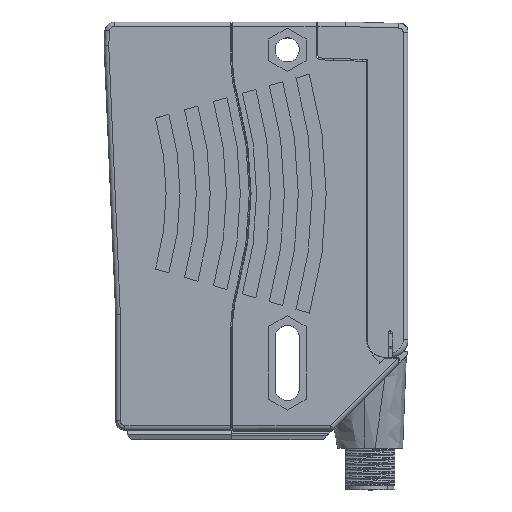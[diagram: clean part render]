
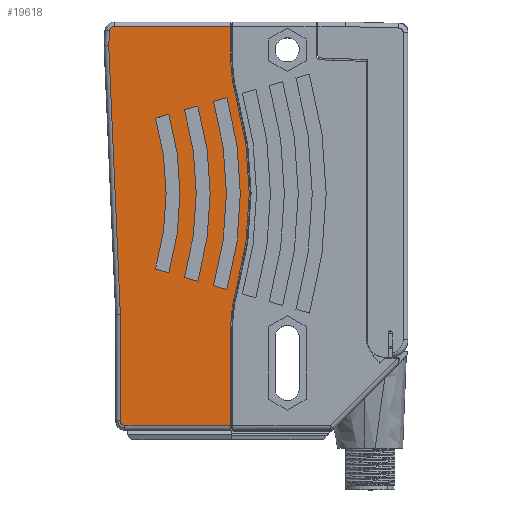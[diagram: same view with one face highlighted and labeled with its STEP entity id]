
A CAD part, top view. The second image highlights one B-rep face of the part: STEP entity #19618.
In plain terms, the highlighted planar face has unit normal (0, 0, 1).
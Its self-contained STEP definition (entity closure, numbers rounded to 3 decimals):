
#6121=DIRECTION('',(0.,-1.,0.));
#6122=VECTOR('',#6121,7.);
#6123=CARTESIAN_POINT('',(-5.2,21.,12.9));
#6124=LINE('',#6123,#6122);
#6125=CARTESIAN_POINT('',(25.,14.,12.9));
#6126=DIRECTION('',(0.,0.,1.));
#6127=DIRECTION('',(-1.,0.,0.));
#6128=AXIS2_PLACEMENT_3D('',#6125,#6126,#6127);
#6130=CARTESIAN_POINT('',(-78.125,-15.,12.9));
#6131=DIRECTION('',(0.,0.,-1.));
#6132=DIRECTION('',(0.963,0.271,0.));
#6133=AXIS2_PLACEMENT_3D('',#6130,#6131,#6132);
#6135=CARTESIAN_POINT('',(25.,-44.,12.9));
#6136=DIRECTION('',(0.,0.,1.));
#6137=DIRECTION('',(-0.963,0.271,0.));
#6138=AXIS2_PLACEMENT_3D('',#6135,#6136,#6137);
#6140=DIRECTION('',(0.,1.,0.));
#6141=VECTOR('',#6140,21.);
#6142=CARTESIAN_POINT('',(-5.2,-65.,12.9));
#6143=LINE('',#6142,#6141);
#6144=DIRECTION('',(0.961,-0.276,0.));
#6145=VECTOR('',#6144,3.);
#6146=CARTESIAN_POINT('',(-21.411,-31.263,12.9));
#6147=LINE('',#6146,#6145);
#6148=CARTESIAN_POINT('',(-78.125,-15.,12.9));
#6149=DIRECTION('',(0.,0.,1.));
#6150=DIRECTION('',(0.961,-0.276,0.));
#6151=AXIS2_PLACEMENT_3D('',#6148,#6149,#6150);
#6153=DIRECTION('',(-0.961,-0.276,0.));
#6154=VECTOR('',#6153,3.);
#6155=CARTESIAN_POINT('',(-18.527,2.09,12.9));
#6156=LINE('',#6155,#6154);
#6157=CARTESIAN_POINT('',(-78.125,-15.,12.9));
#6158=DIRECTION('',(0.,0.,1.));
#6159=DIRECTION('',(0.961,-0.276,0.));
#6160=AXIS2_PLACEMENT_3D('',#6157,#6158,#6159);
#6162=DIRECTION('',(0.961,-0.276,0.));
#6163=VECTOR('',#6162,3.);
#6164=CARTESIAN_POINT('',(-15.162,-33.054,12.9));
#6165=LINE('',#6164,#6163);
#6166=CARTESIAN_POINT('',(-78.125,-15.,12.9));
#6167=DIRECTION('',(0.,0.,1.));
#6168=DIRECTION('',(0.961,-0.276,0.));
#6169=AXIS2_PLACEMENT_3D('',#6166,#6167,#6168);
#6171=DIRECTION('',(-0.961,-0.276,0.));
#6172=VECTOR('',#6171,3.);
#6173=CARTESIAN_POINT('',(-12.279,3.881,12.9));
#6174=LINE('',#6173,#6172);
#6175=CARTESIAN_POINT('',(-78.125,-15.,12.9));
#6176=DIRECTION('',(0.,0.,1.));
#6177=DIRECTION('',(0.961,-0.276,0.));
#6178=AXIS2_PLACEMENT_3D('',#6175,#6176,#6177);
#6180=DIRECTION('',(0.961,-0.276,0.));
#6181=VECTOR('',#6180,3.);
#6182=CARTESIAN_POINT('',(-8.914,-34.846,12.9));
#6183=LINE('',#6182,#6181);
#6184=CARTESIAN_POINT('',(-78.125,-15.,12.9));
#6185=DIRECTION('',(0.,0.,1.));
#6186=DIRECTION('',(0.961,-0.276,0.));
#6187=AXIS2_PLACEMENT_3D('',#6184,#6185,#6186);
#6189=DIRECTION('',(-0.961,-0.276,0.));
#6190=VECTOR('',#6189,3.);
#6191=CARTESIAN_POINT('',(-6.03,5.673,12.9));
#6192=LINE('',#6191,#6190);
#6193=CARTESIAN_POINT('',(-78.125,-15.,12.9));
#6194=DIRECTION('',(0.,0.,1.));
#6195=DIRECTION('',(0.961,-0.276,0.));
#6196=AXIS2_PLACEMENT_3D('',#6193,#6194,#6195);
#6198=DIRECTION('',(-1.,0.,0.));
#6199=VECTOR('',#6198,25.14);
#6200=CARTESIAN_POINT('',(-5.2,21.,12.9));
#6201=LINE('',#6200,#6199);
#6211=CARTESIAN_POINT('',(-30.34,20.,12.9));
#6212=DIRECTION('',(0.,0.,1.));
#6213=DIRECTION('',(0.,1.,0.));
#6214=AXIS2_PLACEMENT_3D('',#6211,#6212,#6213);
#6226=DIRECTION('',(-0.052,-0.999,0.));
#6227=VECTOR('',#6226,3.061);
#6228=CARTESIAN_POINT('',(-31.339,20.052,12.9));
#6229=LINE('',#6228,#6227);
#6253=DIRECTION('',(0.043,-0.999,0.));
#6254=VECTOR('',#6253,58.028);
#6255=CARTESIAN_POINT('',(-31.499,16.995,12.9));
#6256=LINE('',#6255,#6254);
#6261=DIRECTION('',(0.,-1.,0.));
#6262=VECTOR('',#6261,23.022);
#6263=CARTESIAN_POINT('',(-29.,-40.978,12.9));
#6264=LINE('',#6263,#6262);
#6288=CARTESIAN_POINT('',(-28.,-64.,12.9));
#6289=DIRECTION('',(0.,0.,1.));
#6290=DIRECTION('',(-1.,0.,0.));
#6291=AXIS2_PLACEMENT_3D('',#6288,#6289,#6290);
#6303=DIRECTION('',(1.,0.,0.));
#6304=VECTOR('',#6303,22.8);
#6305=CARTESIAN_POINT('',(-28.,-65.,12.9));
#6306=LINE('',#6305,#6304);
#11988=CARTESIAN_POINT('',(-29.,-40.978,12.9));
#11989=CARTESIAN_POINT('',(-29.,-64.,12.9));
#11990=VERTEX_POINT('',#11988);
#11991=VERTEX_POINT('',#11989);
#11996=CARTESIAN_POINT('',(-28.,-65.,12.9));
#11997=VERTEX_POINT('',#11996);
#12012=CARTESIAN_POINT('',(-30.34,21.,12.9));
#12014=VERTEX_POINT('',#12012);
#12028=CARTESIAN_POINT('',(-31.339,20.052,12.9));
#12029=VERTEX_POINT('',#12028);
#12076=CARTESIAN_POINT('',(-21.411,-31.263,12.9));
#12077=CARTESIAN_POINT('',(-18.527,-32.09,12.9));
#12078=VERTEX_POINT('',#12076);
#12079=VERTEX_POINT('',#12077);
#12080=CARTESIAN_POINT('',(-18.527,2.09,12.9));
#12081=VERTEX_POINT('',#12080);
#12082=CARTESIAN_POINT('',(-21.411,1.263,12.9));
#12083=VERTEX_POINT('',#12082);
#12084=CARTESIAN_POINT('',(-15.162,-33.054,12.9));
#12085=CARTESIAN_POINT('',(-12.279,-33.881,12.9));
#12086=VERTEX_POINT('',#12084);
#12087=VERTEX_POINT('',#12085);
#12088=CARTESIAN_POINT('',(-12.279,3.881,12.9));
#12089=VERTEX_POINT('',#12088);
#12090=CARTESIAN_POINT('',(-15.162,3.054,12.9));
#12091=VERTEX_POINT('',#12090);
#12092=CARTESIAN_POINT('',(-8.914,-34.846,12.9));
#12093=CARTESIAN_POINT('',(-6.03,-35.673,12.9));
#12094=VERTEX_POINT('',#12092);
#12095=VERTEX_POINT('',#12093);
#12096=CARTESIAN_POINT('',(-6.03,5.673,12.9));
#12097=VERTEX_POINT('',#12096);
#12098=CARTESIAN_POINT('',(-8.914,4.846,12.9));
#12099=VERTEX_POINT('',#12098);
#12148=CARTESIAN_POINT('',(-31.499,16.995,12.9));
#12149=VERTEX_POINT('',#12148);
#12176=CARTESIAN_POINT('',(-5.2,21.,12.9));
#12177=VERTEX_POINT('',#12176);
#12180=CARTESIAN_POINT('',(-5.2,-65.,12.9));
#12181=VERTEX_POINT('',#12180);
#12204=CARTESIAN_POINT('',(-5.2,14.,12.9));
#12205=VERTEX_POINT('',#12204);
#12206=CARTESIAN_POINT('',(-4.072,5.825,12.9));
#12207=VERTEX_POINT('',#12206);
#12208=CARTESIAN_POINT('',(-4.072,-35.825,12.9));
#12209=VERTEX_POINT('',#12208);
#12210=CARTESIAN_POINT('',(-5.2,-44.,12.9));
#12211=VERTEX_POINT('',#12210);
#19562=CARTESIAN_POINT('',(-30.,2.,12.9));
#19563=DIRECTION('',(0.,0.,1.));
#19564=DIRECTION('',(1.,0.,0.));
#19565=AXIS2_PLACEMENT_3D('',#19562,#19563,#19564);
#19566=PLANE('',#19565);
#19568=ORIENTED_EDGE('',*,*,#19567,.F.);
#19569=ORIENTED_EDGE('',*,*,#19433,.T.);
#19570=ORIENTED_EDGE('',*,*,#19474,.T.);
#19571=ORIENTED_EDGE('',*,*,#19489,.T.);
#19572=ORIENTED_EDGE('',*,*,#19530,.T.);
#19573=ORIENTED_EDGE('',*,*,#19544,.F.);
#19575=ORIENTED_EDGE('',*,*,#19574,.F.);
#19577=ORIENTED_EDGE('',*,*,#19576,.F.);
#19579=ORIENTED_EDGE('',*,*,#19578,.F.);
#19581=ORIENTED_EDGE('',*,*,#19580,.F.);
#19583=ORIENTED_EDGE('',*,*,#19582,.F.);
#19585=ORIENTED_EDGE('',*,*,#19584,.F.);
#19586=EDGE_LOOP('',(#19568,#19569,#19570,#19571,#19572,#19573,#19575,#19577,
#19579,#19581,#19583,#19585));
#19587=FACE_OUTER_BOUND('',#19586,.F.);
#19589=ORIENTED_EDGE('',*,*,#19588,.T.);
#19591=ORIENTED_EDGE('',*,*,#19590,.T.);
#19593=ORIENTED_EDGE('',*,*,#19592,.T.);
#19595=ORIENTED_EDGE('',*,*,#19594,.F.);
#19596=EDGE_LOOP('',(#19589,#19591,#19593,#19595));
#19597=FACE_BOUND('',#19596,.F.);
#19599=ORIENTED_EDGE('',*,*,#19598,.T.);
#19601=ORIENTED_EDGE('',*,*,#19600,.T.);
#19603=ORIENTED_EDGE('',*,*,#19602,.T.);
#19605=ORIENTED_EDGE('',*,*,#19604,.F.);
#19606=EDGE_LOOP('',(#19599,#19601,#19603,#19605));
#19607=FACE_BOUND('',#19606,.F.);
#19609=ORIENTED_EDGE('',*,*,#19608,.T.);
#19611=ORIENTED_EDGE('',*,*,#19610,.T.);
#19613=ORIENTED_EDGE('',*,*,#19612,.T.);
#19615=ORIENTED_EDGE('',*,*,#19614,.F.);
#19616=EDGE_LOOP('',(#19609,#19611,#19613,#19615));
#19617=FACE_BOUND('',#19616,.F.);
#19618=ADVANCED_FACE('',(#19587,#19597,#19607,#19617),#19566,.T.);
#6129=CIRCLE('',#6128,30.2);
#6134=CIRCLE('',#6133,76.925);
#6139=CIRCLE('',#6138,30.2);
#6152=CIRCLE('',#6151,62.);
#6161=CIRCLE('',#6160,59.);
#6170=CIRCLE('',#6169,68.5);
#6179=CIRCLE('',#6178,65.5);
#6188=CIRCLE('',#6187,75.);
#6197=CIRCLE('',#6196,72.);
#6215=CIRCLE('',#6214,1.);
#6292=CIRCLE('',#6291,1.);
#19433=EDGE_CURVE('',#12177,#12205,#6124,.T.);
#19474=EDGE_CURVE('',#12205,#12207,#6129,.T.);
#19489=EDGE_CURVE('',#12207,#12209,#6134,.T.);
#19530=EDGE_CURVE('',#12209,#12211,#6139,.T.);
#19544=EDGE_CURVE('',#12181,#12211,#6143,.T.);
#19567=EDGE_CURVE('',#12177,#12014,#6201,.T.);
#19574=EDGE_CURVE('',#11997,#12181,#6306,.T.);
#19576=EDGE_CURVE('',#11991,#11997,#6292,.T.);
#19578=EDGE_CURVE('',#11990,#11991,#6264,.T.);
#19580=EDGE_CURVE('',#12149,#11990,#6256,.T.);
#19582=EDGE_CURVE('',#12029,#12149,#6229,.T.);
#19584=EDGE_CURVE('',#12014,#12029,#6215,.T.);
#19588=EDGE_CURVE('',#12078,#12079,#6147,.T.);
#19590=EDGE_CURVE('',#12079,#12081,#6152,.T.);
#19592=EDGE_CURVE('',#12081,#12083,#6156,.T.);
#19594=EDGE_CURVE('',#12078,#12083,#6161,.T.);
#19598=EDGE_CURVE('',#12086,#12087,#6165,.T.);
#19600=EDGE_CURVE('',#12087,#12089,#6170,.T.);
#19602=EDGE_CURVE('',#12089,#12091,#6174,.T.);
#19604=EDGE_CURVE('',#12086,#12091,#6179,.T.);
#19608=EDGE_CURVE('',#12094,#12095,#6183,.T.);
#19610=EDGE_CURVE('',#12095,#12097,#6188,.T.);
#19612=EDGE_CURVE('',#12097,#12099,#6192,.T.);
#19614=EDGE_CURVE('',#12094,#12099,#6197,.T.);
